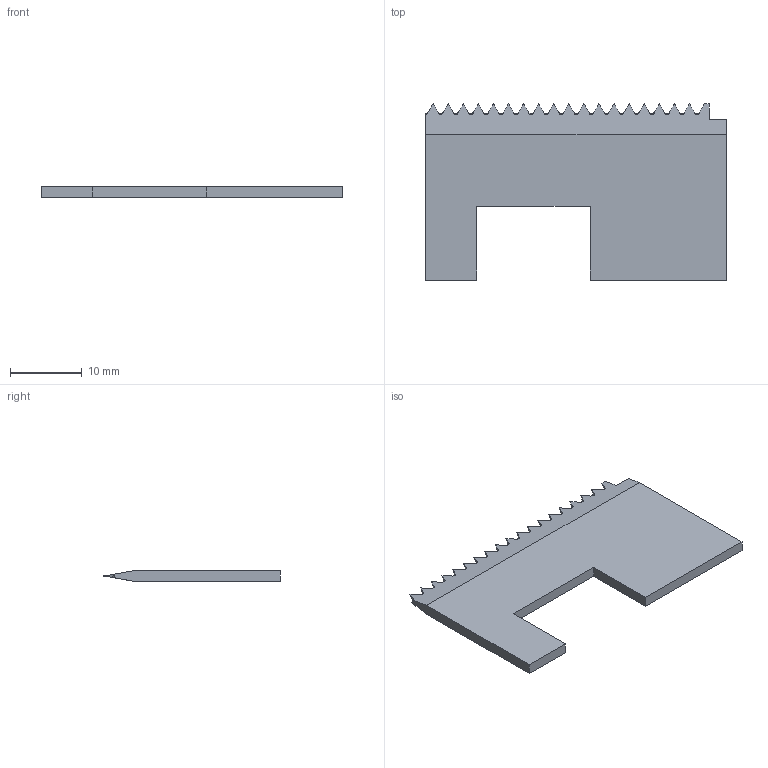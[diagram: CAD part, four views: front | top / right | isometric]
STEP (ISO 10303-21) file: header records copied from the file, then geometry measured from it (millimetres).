
FILE_DESCRIPTION (( 'STEP AP203' ), '1' );
FILE_NAME ('P1888.STEP', '2022-04-26T21:39:20', ( '' ), ( '' ), 'SwSTEP 2.0', 'SolidWorks 2020', '' );
FILE_SCHEMA (( 'CONFIG_CONTROL_DESIGN' ));
Length unit declared in the file: inch
Products named in the file (1): P1888
Bounding box: 42.06 x 24.64 x 1.52 mm (x, y, z)
Volume: 1182.5 mm3; surface area: 1855.7 mm2
Topology: 1 solids, 1 shells, 87 faces, 237 edges, 152 vertices
Faces by surface type: plane 50, cylinder 37
Entity records: 2746 total; most frequent: CARTESIAN_POINT 699, ORIENTED_EDGE 474, DIRECTION 339, EDGE_CURVE 237, VECTOR 163, LINE 163, VERTEX_POINT 152, AXIS2_PLACEMENT_3D 88
